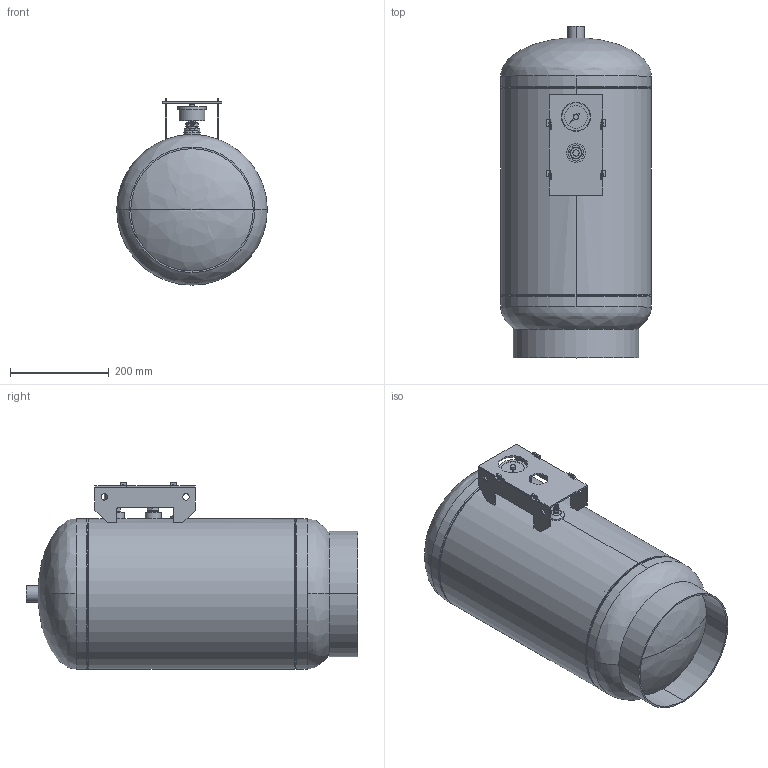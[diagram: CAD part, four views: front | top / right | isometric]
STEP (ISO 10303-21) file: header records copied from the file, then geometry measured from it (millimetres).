
FILE_DESCRIPTION (( 'STEP AP203' ), '1' );
FILE_NAME ('NTA-20.STEP', '2021-03-15T17:08:57', ( '' ), ( '' ), 'SwSTEP 2.0', 'SolidWorks 2021', '' );
FILE_SCHEMA (( 'CONFIG_CONTROL_DESIGN' ));
Length unit declared in the file: inch
Products named in the file (19): 9021208_16.375; 99M0233; 99K0776; 99H0071_91280A525; 99K0777; 33032061; Couplings_9500314; 9500030; 99M0228; NTA-20; 9800460_03-34; 99M0229; 9200040; 9500010; 99Q0147; 9800401_9800400; 07200310_5081T17; 9500000
Assembly tree (24 placements, depth 3):
  NTA-20
    9021208_16.375
    9200040
    9200040
    9500000
    9500010
    9500030
    Couplings_9500314
    9800460_03-34
    07200310_5081T17
    9800401_9800400
    33032061
      99M0228
      99M0229
      99H0071_91280A525  x6
      99M0233
    99Q0147
    99K0776  x2
    99K0777
Bounding box: 304.8 x 671.5 x 377.05 mm (x, y, z)
Volume: 2484789.7 mm3; surface area: 2327031.6 mm2
Topology: 27 solids, 27 shells, 1190 faces, 2996 edges, 1867 vertices
Faces by surface type: cylinder 536, cone 333, plane 224, torus 66, bspline 27, sphere 4
Entity records: 38247 total; most frequent: CARTESIAN_POINT 17475, DIRECTION 3991, ORIENTED_EDGE 3858, EDGE_CURVE 1929, AXIS2_PLACEMENT_3D 1612, VERTEX_POINT 1181, EDGE_LOOP 898, CIRCLE 801
